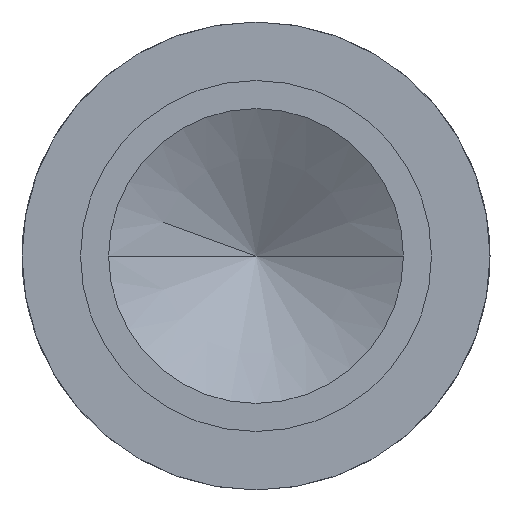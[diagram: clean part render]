
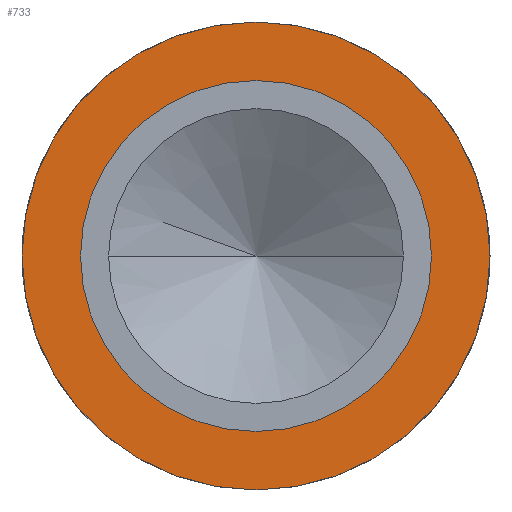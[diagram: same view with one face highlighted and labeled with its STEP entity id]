
A CAD part, left-side view. The second image highlights one B-rep face of the part: STEP entity #733.
In plain terms, the highlighted planar face has unit normal (-1, 0, 0).
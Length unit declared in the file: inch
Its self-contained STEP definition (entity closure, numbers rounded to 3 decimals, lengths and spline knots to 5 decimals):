
#255=CARTESIAN_POINT('',(0.0,0.0,-0.25));
#256=VERTEX_POINT('',#255);
#265=CARTESIAN_POINT('',(0.0,0.,0.25));
#266=VERTEX_POINT('',#265);
#267=CARTESIAN_POINT('',(0.0,0.0,0.0));
#268=DIRECTION('',(1.0,0.0,0.0));
#269=DIRECTION('',(0.0,0.0,-1.0));
#270=AXIS2_PLACEMENT_3D('',#267,#268,#269);
#271=CIRCLE('',#270,0.25);
#272=EDGE_CURVE('',#256,#266,#271,.T.);
#404=CARTESIAN_POINT('',(0.0,0.1875,0.0));
#405=VERTEX_POINT('',#404);
#421=CARTESIAN_POINT('',(0.0,-0.1875,0.));
#422=VERTEX_POINT('',#421);
#429=CARTESIAN_POINT('',(0.0,0.0,0.0));
#430=DIRECTION('',(1.0,0.0,0.0));
#431=DIRECTION('',(0.0,1.0,0.0));
#432=AXIS2_PLACEMENT_3D('',#429,#430,#431);
#433=CIRCLE('',#432,0.1875);
#434=EDGE_CURVE('',#405,#422,#433,.T.);
#445=CARTESIAN_POINT('',(0.0,0.0,0.0));
#446=DIRECTION('',(1.0,0.0,0.0));
#447=DIRECTION('',(0.0,1.0,0.0));
#448=AXIS2_PLACEMENT_3D('',#445,#446,#447);
#449=CIRCLE('',#448,0.1875);
#450=EDGE_CURVE('',#422,#405,#449,.T.);
#620=CARTESIAN_POINT('',(0.0,0.0,0.0));
#621=DIRECTION('',(1.0,0.0,0.0));
#622=DIRECTION('',(0.0,0.0,-1.0));
#623=AXIS2_PLACEMENT_3D('',#620,#621,#622);
#624=CIRCLE('',#623,0.25);
#625=EDGE_CURVE('',#266,#256,#624,.T.);
#720=CARTESIAN_POINT('',(0.0,0.0625,0.0));
#721=DIRECTION('',(-1.0,0.0,0.0));
#722=DIRECTION('',(0.0,1.0,0.0));
#723=AXIS2_PLACEMENT_3D('',#720,#721,#722);
#724=PLANE('',#723);
#725=ORIENTED_EDGE('',*,*,#272,.F.);
#726=ORIENTED_EDGE('',*,*,#625,.F.);
#727=EDGE_LOOP('',(#725,#726));
#728=FACE_OUTER_BOUND('',#727,.T.);
#729=ORIENTED_EDGE('',*,*,#434,.T.);
#730=ORIENTED_EDGE('',*,*,#450,.T.);
#731=EDGE_LOOP('',(#729,#730));
#732=FACE_BOUND('',#731,.T.);
#733=ADVANCED_FACE('',(#728,#732),#724,.T.);
